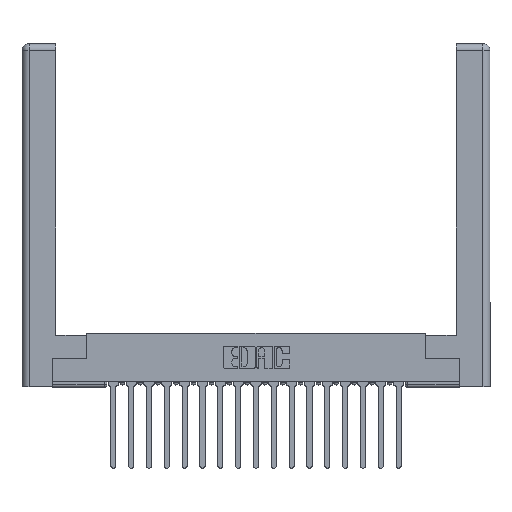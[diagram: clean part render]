
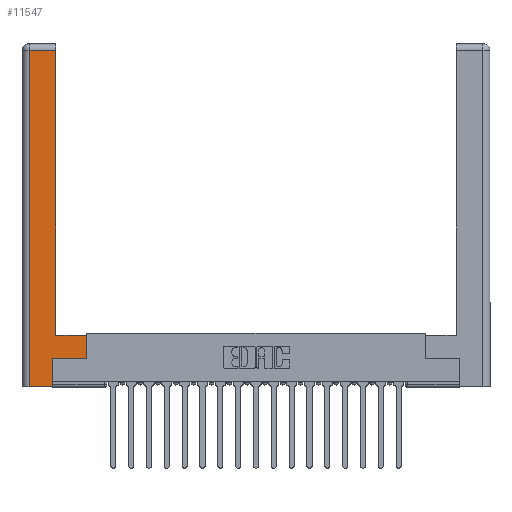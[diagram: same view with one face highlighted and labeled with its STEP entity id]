
A CAD part, top view. The second image highlights one B-rep face of the part: STEP entity #11547.
In plain terms, the highlighted planar face has unit normal (0, 0, 1).
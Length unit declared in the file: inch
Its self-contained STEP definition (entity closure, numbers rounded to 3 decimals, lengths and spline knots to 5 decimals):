
#1031 = CARTESIAN_POINT ( 'NONE',  ( 0.565, 0.245, 0. ) ) ;
#2247 = CARTESIAN_POINT ( 'NONE',  ( 0.295, 0.45, 0. ) ) ;
#2527 = DIRECTION ( 'NONE',  ( 0., 1., 0. ) ) ;
#2671 = CARTESIAN_POINT ( 'NONE',  ( 0.0615, 0., 0. ) ) ;
#2800 = EDGE_CURVE ( 'NONE', #4490, #15159, #11555, .T. ) ;
#3338 = CARTESIAN_POINT ( 'NONE',  ( 0.0615, 2.94, 0. ) ) ;
#3465 = DIRECTION ( 'NONE',  ( -1., 0., 0. ) ) ;
#3520 = DIRECTION ( 'NONE',  ( 0., 0., -1. ) ) ;
#3626 = CARTESIAN_POINT ( 'NONE',  ( 0., 0., 0. ) ) ;
#3710 = EDGE_CURVE ( 'NONE', #12691, #4490, #8418, .T. ) ;
#4376 = EDGE_CURVE ( 'NONE', #7541, #15359, #15449, .T. ) ;
#4490 = VERTEX_POINT ( 'NONE', #14685 ) ;
#4639 = VERTEX_POINT ( 'NONE', #16594 ) ;
#5182 = FACE_OUTER_BOUND ( 'NONE', #12721, .T. ) ;
#5186 = CARTESIAN_POINT ( 'NONE',  ( 0.265, 0.245, 0. ) ) ;
#5264 = VECTOR ( 'NONE', #9130, 39.37008 ) ;
#5568 = CARTESIAN_POINT ( 'NONE',  ( 0.295, 3., 0. ) ) ;
#5583 = VECTOR ( 'NONE', #2527, 39.37008 ) ;
#5846 = DIRECTION ( 'NONE',  ( 1., 0., 0. ) ) ;
#6446 = VECTOR ( 'NONE', #14888, 39.37008 ) ;
#6461 = DIRECTION ( 'NONE',  ( -1., 0., 0. ) ) ;
#6507 = LINE ( 'NONE', #17698, #18123 ) ;
#6796 = CARTESIAN_POINT ( 'NONE',  ( 0.295, 0.45, 0. ) ) ;
#7261 = ORIENTED_EDGE ( 'NONE', *, *, #3710, .T. ) ;
#7295 = DIRECTION ( 'NONE',  ( 0., -1., 0. ) ) ;
#7541 = VERTEX_POINT ( 'NONE', #5186 ) ;
#7785 = ORIENTED_EDGE ( 'NONE', *, *, #13709, .T. ) ;
#8316 = VERTEX_POINT ( 'NONE', #19335 ) ;
#8418 = LINE ( 'NONE', #5568, #5583 ) ;
#8455 = LINE ( 'NONE', #2671, #19875 ) ;
#8463 = EDGE_CURVE ( 'NONE', #15159, #8316, #8455, .T. ) ;
#9130 = DIRECTION ( 'NONE',  ( 1., 0., 0. ) ) ;
#9679 = VECTOR ( 'NONE', #5846, 39.37008 ) ;
#10529 = CARTESIAN_POINT ( 'NONE',  ( 0.265, 0., 0. ) ) ;
#10787 = AXIS2_PLACEMENT_3D ( 'NONE', #3626, #3520, #6461 ) ;
#10810 = ORIENTED_EDGE ( 'NONE', *, *, #13453, .T. ) ;
#11426 = LINE ( 'NONE', #6796, #19029 ) ;
#11547 = ADVANCED_FACE ( 'NONE', ( #5182 ), #18072, .F. ) ;
#11555 = LINE ( 'NONE', #19698, #12940 ) ;
#11626 = EDGE_CURVE ( 'NONE', #19260, #7541, #19762, .T. ) ;
#11858 = CARTESIAN_POINT ( 'NONE',  ( 0.565, 0.245, 0. ) ) ;
#12300 = LINE ( 'NONE', #16934, #5264 ) ;
#12691 = VERTEX_POINT ( 'NONE', #2247 ) ;
#12721 = EDGE_LOOP ( 'NONE', ( #7261, #17340, #19119, #7785, #15044, #13454, #10810, #13569 ) ) ;
#12940 = VECTOR ( 'NONE', #3465, 39.37008 ) ;
#13335 = DIRECTION ( 'NONE',  ( -1., 0., 0. ) ) ;
#13453 = EDGE_CURVE ( 'NONE', #15359, #4639, #6507, .T. ) ;
#13454 = ORIENTED_EDGE ( 'NONE', *, *, #4376, .T. ) ;
#13569 = ORIENTED_EDGE ( 'NONE', *, *, #15371, .T. ) ;
#13709 = EDGE_CURVE ( 'NONE', #8316, #19260, #12300, .T. ) ;
#14685 = CARTESIAN_POINT ( 'NONE',  ( 0.295, 2.94, 0. ) ) ;
#14888 = DIRECTION ( 'NONE',  ( 0., 1., 0. ) ) ;
#15044 = ORIENTED_EDGE ( 'NONE', *, *, #11626, .T. ) ;
#15159 = VERTEX_POINT ( 'NONE', #3338 ) ;
#15359 = VERTEX_POINT ( 'NONE', #11858 ) ;
#15371 = EDGE_CURVE ( 'NONE', #4639, #12691, #11426, .T. ) ;
#15449 = LINE ( 'NONE', #1031, #9679 ) ;
#15804 = DIRECTION ( 'NONE',  ( 0., 1., 0. ) ) ;
#16594 = CARTESIAN_POINT ( 'NONE',  ( 0.565, 0.45, 0. ) ) ;
#16934 = CARTESIAN_POINT ( 'NONE',  ( 0.265, 0., 0. ) ) ;
#17340 = ORIENTED_EDGE ( 'NONE', *, *, #2800, .T. ) ;
#17698 = CARTESIAN_POINT ( 'NONE',  ( 0.565, 0.45, 0. ) ) ;
#18072 = PLANE ( 'NONE',  #10787 ) ;
#18123 = VECTOR ( 'NONE', #15804, 39.37008 ) ;
#18675 = CARTESIAN_POINT ( 'NONE',  ( 0.265, 0.245, 0. ) ) ;
#19029 = VECTOR ( 'NONE', #13335, 39.37008 ) ;
#19119 = ORIENTED_EDGE ( 'NONE', *, *, #8463, .T. ) ;
#19260 = VERTEX_POINT ( 'NONE', #10529 ) ;
#19335 = CARTESIAN_POINT ( 'NONE',  ( 0.0615, 0., 0. ) ) ;
#19698 = CARTESIAN_POINT ( 'NONE',  ( 0.0615, 2.94, 0. ) ) ;
#19762 = LINE ( 'NONE', #18675, #6446 ) ;
#19875 = VECTOR ( 'NONE', #7295, 39.37008 ) ;
